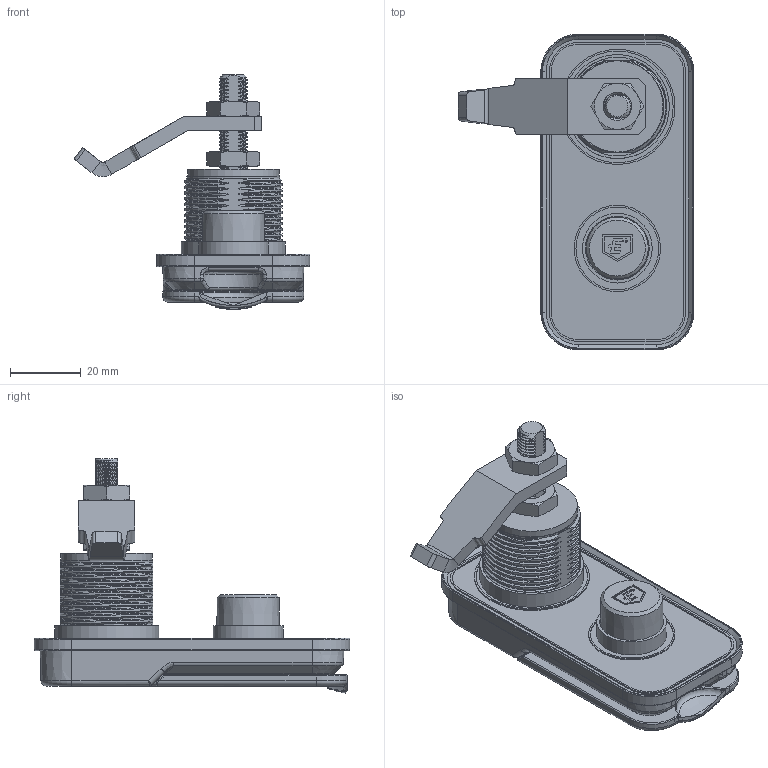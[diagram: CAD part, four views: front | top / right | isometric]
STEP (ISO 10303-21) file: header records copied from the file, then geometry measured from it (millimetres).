
FILE_DESCRIPTION(/* description */ ('LIFT & TURN LATCH LOCKING, CIRCLE MOUNT','CAx-IF Rec.Pracs.---Representation and Presentation of Product Manufacturing Information (PMI)---4.0---2014-10-13'),/* implementation_level */ '2;1');
FILE_NAME(/* name */ '1816-K.stp',/* time_stamp */ '2024-10-29T16:18:01-04:00',/* author */ ('KBraun'),/* organization */ ('Eberhard Manufacturing Company'),/* preprocessor_version */ 'ST-DEVELOPER v20',/* originating_system */ 'Autodesk Inventor 2024',/* authorisation */ '');
FILE_SCHEMA (('AP242_MANAGED_MODEL_BASED_3D_ENGINEERING_MIM_LF { 1 0 10303 442 1 1 4 }'));
Products named in the file (1): 1816-K
Bounding box: 66.64 x 89.25 x 66.33 mm (x, y, z)
Volume: 51572 mm3; surface area: 39496.9 mm2
Topology: 4 solids, 6 shells, 1626 faces, 4788 edges, 3126 vertices
Faces by surface type: plane 524, bspline 501, cylinder 405, torus 91, cone 71, sphere 34
Full cylindrical faces by diameter (mm): 1.26 x1, 3.8 x1, 4 x4, 7 x2, 11.2 x1, 12.75 x2, 13.847 x1, 13.85 x1, 14.15 x1, 15.05 x1, 15.7 x1, 15.9 x1, 16.5 x1, 17.14 x1, 18 x1, 19.7 x1, 22.5 x1, 23.4 x1, 24.4 x1, 25.8 x1, 26.2 x1, 27.9 x1, 29.4 x1, 31.546 x1, 32.546 x1
Entity records: 138439 total; most frequent: CARTESIAN_POINT 99781, ORIENTED_EDGE 9522, DIRECTION 6055, EDGE_CURVE 4761, VERTEX_POINT 3126, AXIS2_PLACEMENT_3D 2137, B_SPLINE_CURVE_WITH_KNOTS 1884, LINE 1781
